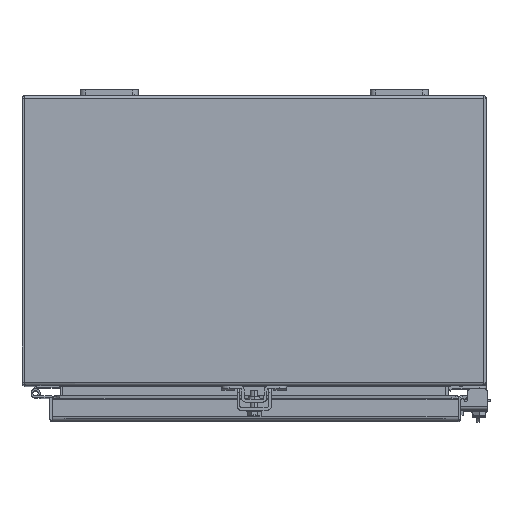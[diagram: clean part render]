
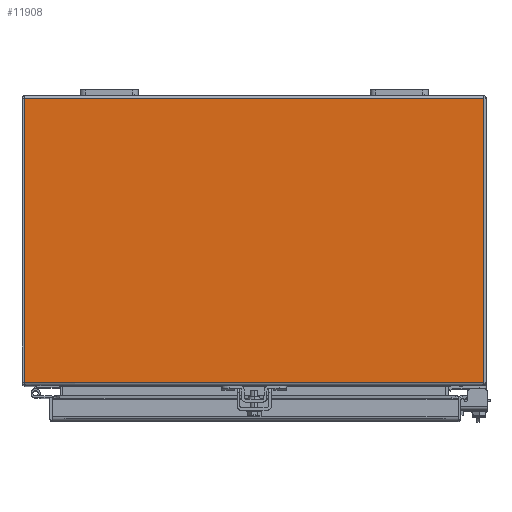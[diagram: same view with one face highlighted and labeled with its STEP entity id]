
A CAD part, top view. The second image highlights one B-rep face of the part: STEP entity #11908.
In plain terms, the highlighted planar face has unit normal (0, 0, 1).
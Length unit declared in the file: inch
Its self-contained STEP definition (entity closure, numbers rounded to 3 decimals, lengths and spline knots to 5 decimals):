
#288 = ORIENTED_EDGE ( 'NONE', *, *, #15481, .T. ) ;
#333 = LINE ( 'NONE', #22863, #30338 ) ;
#2978 = VERTEX_POINT ( 'NONE', #4351 ) ;
#4351 = CARTESIAN_POINT ( 'NONE',  ( 7.91889, -0.122, 10. ) ) ;
#5632 = PLANE ( 'NONE',  #39449 ) ;
#8925 = CARTESIAN_POINT ( 'NONE',  ( 7.91889, -9.878, 10. ) ) ;
#9032 = DIRECTION ( 'NONE',  ( 1., 0., 0. ) ) ;
#9541 = DIRECTION ( 'NONE',  ( -1., 0., 0. ) ) ;
#10509 = ORIENTED_EDGE ( 'NONE', *, *, #36318, .F. ) ;
#11158 = VECTOR ( 'NONE', #26993, 39.37008 ) ;
#11908 = ADVANCED_FACE ( 'NONE', ( #24249 ), #5632, .F. ) ;
#13210 = LINE ( 'NONE', #43356, #46464 ) ;
#14881 = CARTESIAN_POINT ( 'NONE',  ( 7.91889, 0., 10. ) ) ;
#15481 = EDGE_CURVE ( 'NONE', #39321, #2978, #37640, .T. ) ;
#19389 = CARTESIAN_POINT ( 'NONE',  ( 55.329, -9.878, 10. ) ) ;
#21257 = CARTESIAN_POINT ( 'NONE',  ( -7.91889, -0.122, 10. ) ) ;
#22863 = CARTESIAN_POINT ( 'NONE',  ( -7.91889, 0., 10. ) ) ;
#23219 = EDGE_LOOP ( 'NONE', ( #44070, #10509, #288, #26052 ) ) ;
#23426 = VERTEX_POINT ( 'NONE', #21257 ) ;
#23794 = LINE ( 'NONE', #19389, #11158 ) ;
#24249 = FACE_OUTER_BOUND ( 'NONE', #23219, .T. ) ;
#24836 = EDGE_CURVE ( 'NONE', #23426, #2978, #13210, .T. ) ;
#26052 = ORIENTED_EDGE ( 'NONE', *, *, #24836, .F. ) ;
#26993 = DIRECTION ( 'NONE',  ( -1., 0., 0. ) ) ;
#28478 = DIRECTION ( 'NONE',  ( 0., -1., 0. ) ) ;
#29827 = DIRECTION ( 'NONE',  ( 0., 1., 0. ) ) ;
#30338 = VECTOR ( 'NONE', #28478, 39.37008 ) ;
#33297 = CARTESIAN_POINT ( 'NONE',  ( -7.91889, -9.878, 10. ) ) ;
#36318 = EDGE_CURVE ( 'NONE', #39321, #44164, #23794, .T. ) ;
#37640 = LINE ( 'NONE', #14881, #41716 ) ;
#38960 = CARTESIAN_POINT ( 'NONE',  ( 55.329, 0., 10. ) ) ;
#39321 = VERTEX_POINT ( 'NONE', #8925 ) ;
#39449 = AXIS2_PLACEMENT_3D ( 'NONE', #38960, #42645, #9541 ) ;
#41716 = VECTOR ( 'NONE', #29827, 39.37008 ) ;
#42088 = EDGE_CURVE ( 'NONE', #23426, #44164, #333, .T. ) ;
#42645 = DIRECTION ( 'NONE',  ( 0., 0., -1. ) ) ;
#43356 = CARTESIAN_POINT ( 'NONE',  ( -7.878, -0.122, 10. ) ) ;
#44070 = ORIENTED_EDGE ( 'NONE', *, *, #42088, .T. ) ;
#44164 = VERTEX_POINT ( 'NONE', #33297 ) ;
#46464 = VECTOR ( 'NONE', #9032, 39.37008 ) ;
